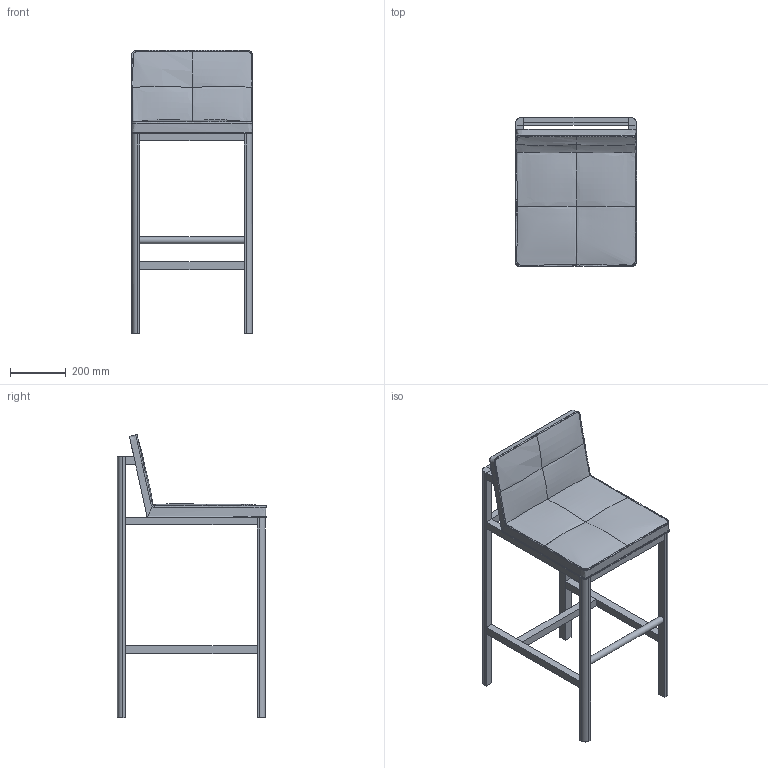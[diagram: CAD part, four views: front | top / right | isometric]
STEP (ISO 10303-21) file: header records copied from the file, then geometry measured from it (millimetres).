
FILE_DESCRIPTION(/* description */ (''),/* implementation_level */ '2;1');
FILE_NAME(/* name */ 'Wood_Frame_CB-543_3D',/* time_stamp */ '2024-04-17T19:01:18+02:00',/* author */ (''),/* organization */ (''),/* preprocessor_version */ 'ST-DEVELOPER v16.5',/* originating_system */ 'Rhino 7.34',/* authorisation */ '');
FILE_SCHEMA (('AUTOMOTIVE_DESIGN'));
Length unit declared in the file: centimetre
Products named in the file (2): Document; Wood_Frame_CB-543
Assembly tree (1 placements, depth 2):
  Document
    Wood_Frame_CB-543
Bounding box: 436.62 x 535.87 x 1019.94 mm (x, y, z)
Volume: 16462283.4 mm3; surface area: 1476376.8 mm2
Topology: 16 solids, 16 shells, 109 faces, 225 edges, 148 vertices
Faces by surface type: plane 89, bspline 15, cylinder 5
Full cylindrical faces by diameter (mm): 25 x1
Entity records: 17321 total; most frequent: CARTESIAN_POINT 15579, ORIENTED_EDGE 450, EDGE_CURVE 225, B_SPLINE_CURVE_WITH_KNOTS 204, VERTEX_POINT 148, ADVANCED_FACE 109, FACE_OUTER_BOUND 109, EDGE_LOOP 109
